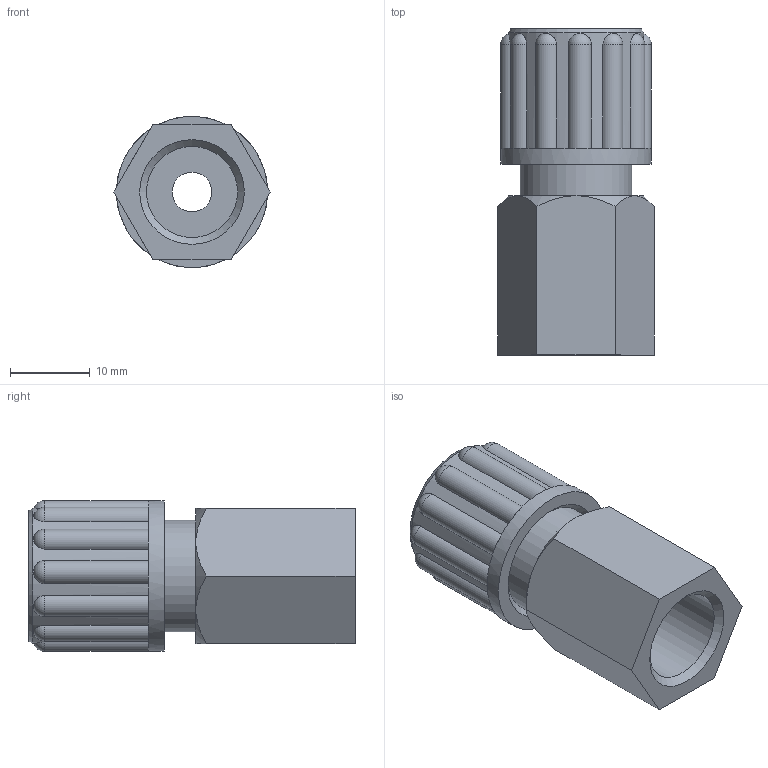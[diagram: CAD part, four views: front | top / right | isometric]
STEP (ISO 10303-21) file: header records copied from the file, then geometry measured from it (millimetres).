
FILE_DESCRIPTION((''),'2;1');
FILE_NAME('1A100FG4314xx.stp','2009-03-11T08:33:21',('aruf'),(''),'Autodesk Inventor 2008','Autodesk Inventor 2008','');
FILE_SCHEMA(('AUTOMOTIVE_DESIGN { 1 0 10303 214 1 1 1 1 }'));
Length unit declared in the file: millimetre
Products named in the file (4): 1A100FG4314xx; t21170; t05518; t05459
Assembly tree (3 placements, depth 2):
  1A100FG4314xx
    t21170
    t05518
    t05459
Bounding box: 19.63 x 41 x 18.97 mm (x, y, z)
Volume: 7093 mm3; surface area: 6022.7 mm2
Topology: 3 solids, 3 shells, 82 faces, 192 edges, 121 vertices
Faces by surface type: plane 29, cylinder 20, cone 14, sphere 12, bspline 5, torus 2
Full cylindrical faces by diameter (mm): 6.4 x1, 8.6 x1, 11.45 x1, 12 x1, 14 x2, 17 x1, 19 x1
Entity records: 2864 total; most frequent: CARTESIAN_POINT 975, DIRECTION 408, ORIENTED_EDGE 330, AXIS2_PLACEMENT_3D 183, EDGE_CURVE 165, VERTEX_POINT 117, EDGE_LOOP 116, CIRCLE 99
